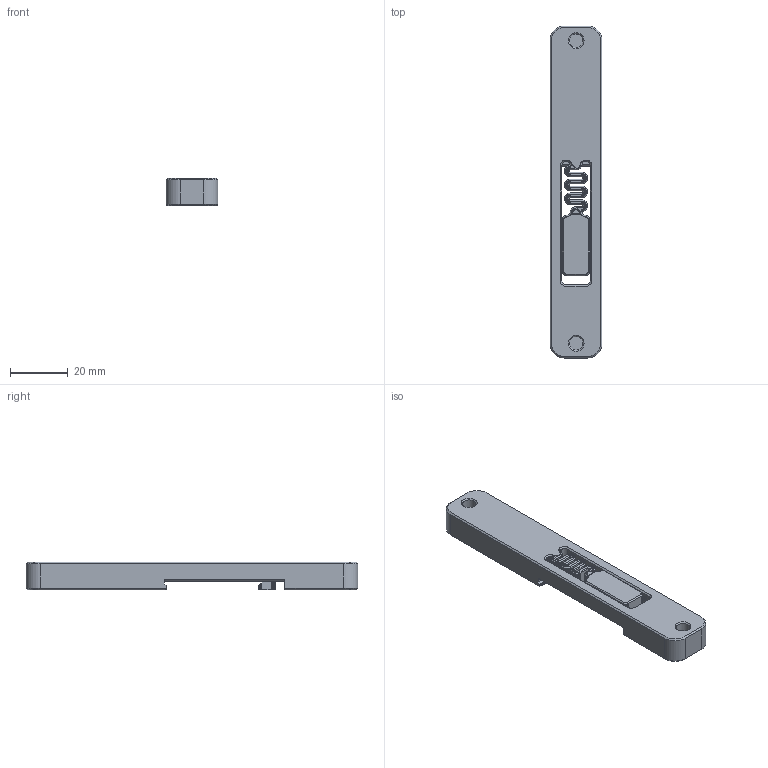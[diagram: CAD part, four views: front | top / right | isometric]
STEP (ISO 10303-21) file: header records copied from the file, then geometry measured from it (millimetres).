
FILE_DESCRIPTION(/* description */ (''),/* implementation_level */ '2;1');
FILE_NAME(/* name */ '',/* time_stamp */ '2025-11-16T22:58:26+03:00',/* author */ (''),/* organization */ (''),/* preprocessor_version */ 'ST-DEVELOPER v20.1',/* originating_system */ 'Autodesk Translation Framework v14.21.0.0',/* authorisation */ '');
FILE_SCHEMA (('AUTOMOTIVE_DESIGN { 1 0 10303 214 3 1 1 }'));
Products named in the file (1): Крепление DIN
Bounding box: 18 x 115 x 9.6 mm (x, y, z)
Volume: 16166.5 mm3; surface area: 7910.2 mm2
Topology: 1 solids, 1 shells, 3306 faces, 5676 edges, 2379 vertices
Faces by surface type: plane 3276, cone 18, cylinder 12
Full cylindrical faces by diameter (mm): 1.85 x2, 4.7 x2
Entity records: 71044 total; most frequent: DIRECTION 12330, CARTESIAN_POINT 11374, ORIENTED_EDGE 11352, EDGE_CURVE 5676, LINE 5624, VECTOR 5624, AXIS2_PLACEMENT_3D 3353, EDGE_LOOP 3315
